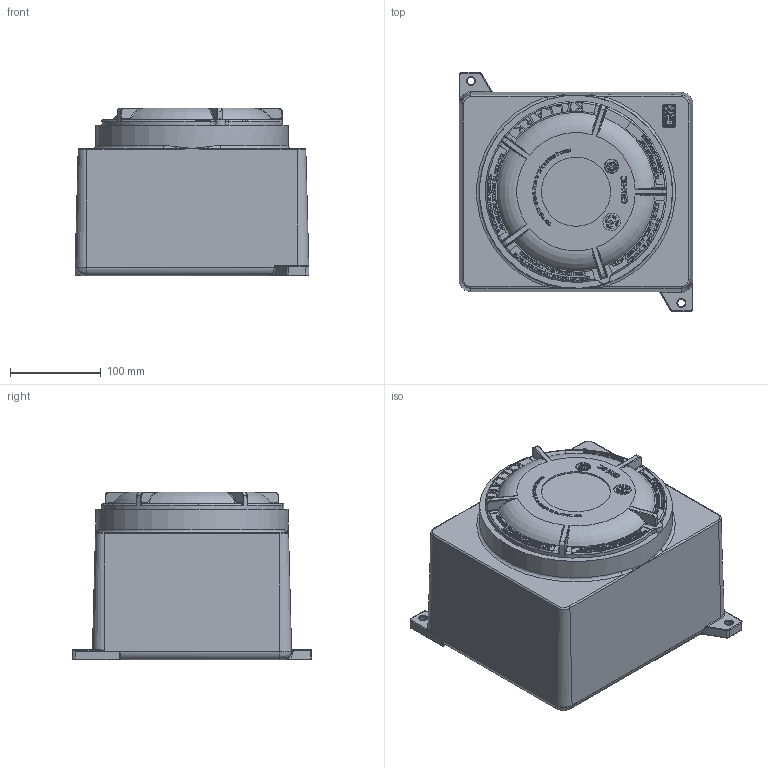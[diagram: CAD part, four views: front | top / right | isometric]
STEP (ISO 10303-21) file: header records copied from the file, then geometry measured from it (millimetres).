
FILE_DESCRIPTION(/* description */ ('GRK BOX WITH BLANK COVER '),/* implementation_level */ '2;1');
FILE_NAME(/* name */ 'KIL_GRK.stp',/* time_stamp */ '2017-12-13T18:31:33+05:00',/* author */ ('ypadmaraja'),/* organization */ (''),/* preprocessor_version */ 'ST-DEVELOPER v16.13',/* originating_system */ 'Autodesk Inventor 2018',/* authorisation */ '');
FILE_SCHEMA (('AUTOMOTIVE_DESIGN { 1 0 10303 214 3 1 1 }'));
Products named in the file (3): GRK; 17806; 17809BAAM
Assembly tree (2 placements, depth 2):
  GRK
    17806
    17809BAAM
Bounding box: 257.68 x 263.52 x 184.91 mm (x, y, z)
Volume: 3767313.7 mm3; surface area: 513158.9 mm2
Topology: 2 solids, 2 shells, 4641 faces, 12419 edges, 8132 vertices
Faces by surface type: plane 2739, bspline 1574, cylinder 218, torus 71, cone 27, sphere 12
Full cylindrical faces by diameter (mm): 2.184 x8, 3.302 x3, 3.683 x1, 15.875 x1, 19.05 x1, 76.2 x1, 174.625 x1, 184.048 x1, 186.969 x1, 189.535 x1, 196.063 x1, 212.725 x1
Entity records: 155826 total; most frequent: CARTESIAN_POINT 49693, ORIENTED_EDGE 24638, DIRECTION 16233, EDGE_CURVE 12319, LINE 8591, VECTOR 8591, VERTEX_POINT 8106, EDGE_LOOP 5069
